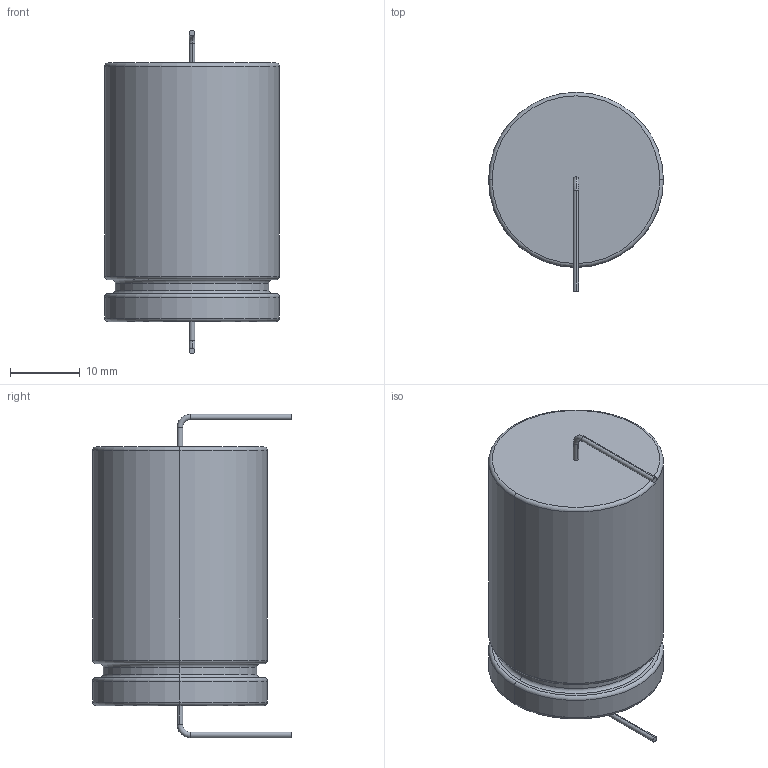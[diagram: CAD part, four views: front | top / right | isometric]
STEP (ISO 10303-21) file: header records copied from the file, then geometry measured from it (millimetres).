
FILE_DESCRIPTION (( 'STEP AP214' ), '1' );
FILE_NAME ('capatior-FT-eletrolitico-25x37.STEP', '2014-03-22T19:13:48', ( 'Edu' ), ( '' ), 'SwSTEP 2.0', 'SolidWorks 2013', '' );
FILE_SCHEMA (( 'AUTOMOTIVE_DESIGN' ));
Length unit declared in the file: millimetre
Products named in the file (1): capatior-FT-eletrolitico-25x37
Bounding box: 25 x 28.44 x 46.28 mm (x, y, z)
Volume: 17951.3 mm3; surface area: 4091.2 mm2
Topology: 1 solids, 1 shells, 36 faces, 72 edges, 42 vertices
Faces by surface type: torus 16, cylinder 14, plane 6
Entity records: 984 total; most frequent: DIRECTION 204, CARTESIAN_POINT 151, ORIENTED_EDGE 144, AXIS2_PLACEMENT_3D 95, EDGE_CURVE 72, CIRCLE 58, VERTEX_POINT 42, EDGE_LOOP 40
